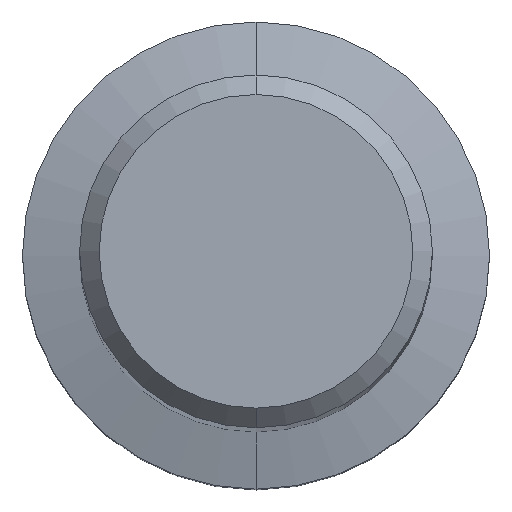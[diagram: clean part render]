
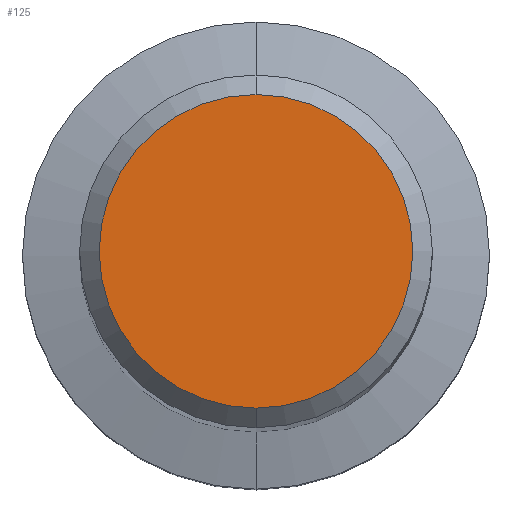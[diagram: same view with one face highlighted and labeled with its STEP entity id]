
A CAD part, top view. The second image highlights one B-rep face of the part: STEP entity #125.
In plain terms, the highlighted planar face has unit normal (0, 0, 1).
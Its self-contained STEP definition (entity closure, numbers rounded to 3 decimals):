
#125=ADVANCED_FACE('',(#324),#325,.T.);
#139=VERTEX_POINT('',#340);
#159=EDGE_CURVE('',#139,#191,#364,.T.);
#181=EDGE_CURVE('',#191,#139,#391,.T.);
#191=VERTEX_POINT('',#401);
#324=FACE_OUTER_BOUND('',#539,.T.);
#325=PLANE('',#540);
#340=CARTESIAN_POINT('',(0.0,4.8,0.0));
#364=CIRCLE('',#589,4.8);
#391=CIRCLE('',#621,4.8);
#401=CARTESIAN_POINT('',(0.,-4.8,0.0));
#539=EDGE_LOOP('',(#800,#801));
#540=AXIS2_PLACEMENT_3D('',#802,#803,#804);
#589=AXIS2_PLACEMENT_3D('',#862,#863,#864);
#621=AXIS2_PLACEMENT_3D('',#912,#913,#914);
#800=ORIENTED_EDGE('',*,*,#159,.F.);
#801=ORIENTED_EDGE('',*,*,#181,.F.);
#802=CARTESIAN_POINT('',(0.0,2.4,0.0));
#803=DIRECTION('',(-0.0,0.0,1.0));
#804=DIRECTION('',(0.0,-1.0,0.0));
#862=CARTESIAN_POINT('',(0.0,0.0,0.0));
#863=DIRECTION('',(0.0,0.0,-1.0));
#864=DIRECTION('',(0.0,1.0,0.0));
#912=CARTESIAN_POINT('',(0.0,0.0,0.0));
#913=DIRECTION('',(0.0,0.0,-1.0));
#914=DIRECTION('',(0.0,1.0,0.0));
